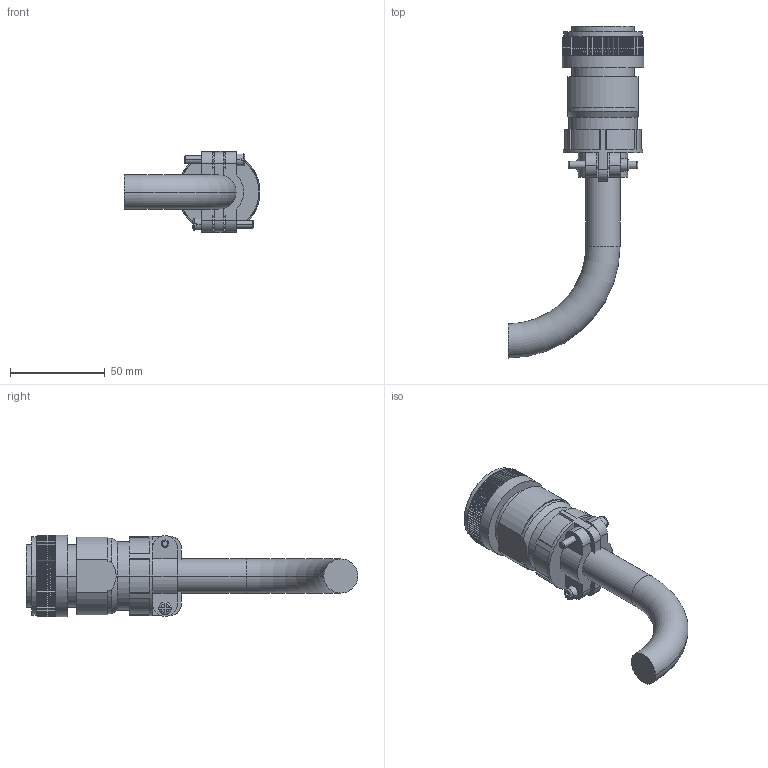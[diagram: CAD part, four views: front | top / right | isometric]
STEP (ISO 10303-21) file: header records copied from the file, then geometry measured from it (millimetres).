
FILE_DESCRIPTION (( 'STEP AP214' ), '1' );
FILE_NAME ('SVC-PHH-020.STEP', '2016-04-07T20:34:50', ( '' ), ( '' ), 'SwSTEP 2.0', 'SolidWorks 2015', '' );
FILE_SCHEMA (( 'AUTOMOTIVE_DESIGN' ));
Length unit declared in the file: millimetre
Products named in the file (1): SVC-PHH-020
Bounding box: 71.64 x 175 x 43.2 mm (x, y, z)
Volume: 120778.8 mm3; surface area: 44839.1 mm2
Topology: 8 solids, 8 shells, 715 faces, 1834 edges, 1152 vertices
Faces by surface type: plane 403, cylinder 194, cone 104, torus 14
Entity records: 22679 total; most frequent: CARTESIAN_POINT 4526, DIRECTION 3782, ORIENTED_EDGE 3668, EDGE_CURVE 1834, AXIS2_PLACEMENT_3D 1460, VERTEX_POINT 1152, LINE 862, VECTOR 862
